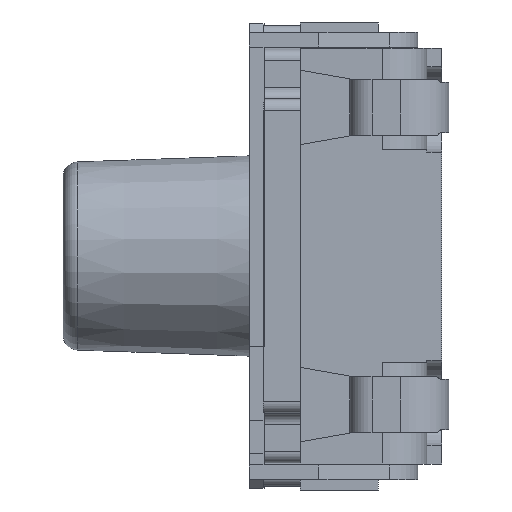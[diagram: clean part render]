
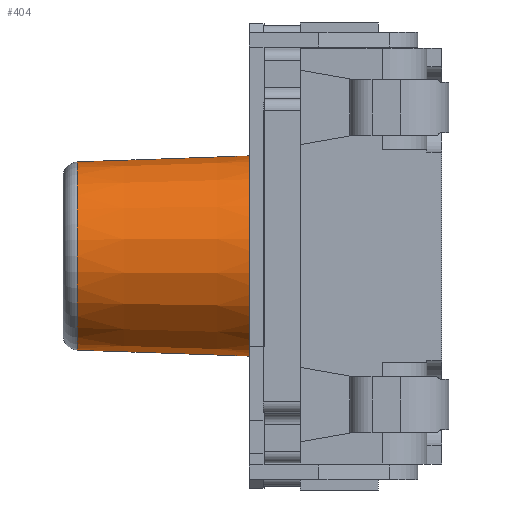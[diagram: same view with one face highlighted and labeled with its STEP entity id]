
A CAD part, left-side view. The second image highlights one B-rep face of the part: STEP entity #404.
In plain terms, the highlighted conical face has half-angle 2 degrees and reference radius 1.267 mm.
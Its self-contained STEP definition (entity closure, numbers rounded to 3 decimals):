
#404 = ADVANCED_FACE( '', ( #764, #765 ), #766, .T. );
#764 = FACE_OUTER_BOUND( '', #1225, .T. );
#765 = FACE_BOUND( '', #1226, .T. );
#766 = CONICAL_SURFACE( '', #1227, 1.267, 0.035 );
#1225 = EDGE_LOOP( '', ( #2478 ) );
#1226 = EDGE_LOOP( '', ( #2479 ) );
#1227 = AXIS2_PLACEMENT_3D( '', #2480, #2481, #2482 );
#2478 = ORIENTED_EDGE( '', *, *, #3571, .F. );
#2479 = ORIENTED_EDGE( '', *, *, #3677, .T. );
#2480 = CARTESIAN_POINT( '', ( 0., 3.002, 0. ) );
#2481 = DIRECTION( '', ( 0., -1., 0. ) );
#2482 = DIRECTION( '', ( 0., 0., -1. ) );
#3571 = EDGE_CURVE( '', #4351, #4351, #4352, .T. );
#3677 = EDGE_CURVE( '', #4527, #4527, #4528, .T. );
#4351 = VERTEX_POINT( '', #5595 );
#4352 = CIRCLE( '', #5596, 1.354 );
#4527 = VERTEX_POINT( '', #5845 );
#4528 = CIRCLE( '', #5846, 1.267 );
#5595 = CARTESIAN_POINT( '', ( 0., 0.5, -1.354 ) );
#5596 = AXIS2_PLACEMENT_3D( '', #6886, #6887, #6888 );
#5845 = CARTESIAN_POINT( '', ( 0., 3.002, -1.267 ) );
#5846 = AXIS2_PLACEMENT_3D( '', #7056, #7057, #7058 );
#6886 = CARTESIAN_POINT( '', ( 0., 0.5, 0. ) );
#6887 = DIRECTION( '', ( 0., -1., 0. ) );
#6888 = DIRECTION( '', ( 0., 0., -1. ) );
#7056 = CARTESIAN_POINT( '', ( 0., 3.002, 0. ) );
#7057 = DIRECTION( '', ( 0., -1., 0. ) );
#7058 = DIRECTION( '', ( 0., 0., -1. ) );
